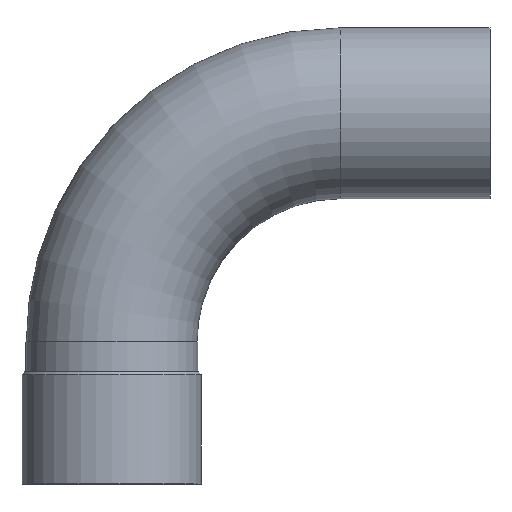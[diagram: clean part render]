
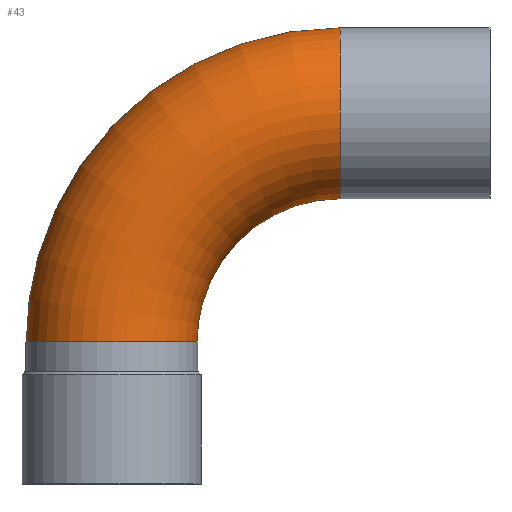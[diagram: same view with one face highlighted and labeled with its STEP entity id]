
A CAD part, top view. The second image highlights one B-rep face of the part: STEP entity #43.
In plain terms, the highlighted toroidal (fillet/blend) face has major radius 153 mm and minor radius 57.15 mm.
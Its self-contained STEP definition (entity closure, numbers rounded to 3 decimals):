
#43 = ADVANCED_FACE( '', ( #88, #89 ), #90, .T. );
#88 = FACE_OUTER_BOUND( '', #137, .T. );
#89 = FACE_OUTER_BOUND( '', #138, .T. );
#90 = TOROIDAL_SURFACE( '', #139, 153., 57.15 );
#137 = EDGE_LOOP( '', ( #188 ) );
#138 = EDGE_LOOP( '', ( #189 ) );
#139 = AXIS2_PLACEMENT_3D( '', #190, #191, #192 );
#188 = ORIENTED_EDGE( '', *, *, #239, .F. );
#189 = ORIENTED_EDGE( '', *, *, #240, .T. );
#190 = CARTESIAN_POINT( '', ( 153., 0., 0. ) );
#191 = DIRECTION( '', ( 0., 0., 1. ) );
#192 = DIRECTION( '', ( 1., 0., 0. ) );
#239 = EDGE_CURVE( '', #265, #265, #266, .T. );
#240 = EDGE_CURVE( '', #267, #267, #268, .T. );
#265 = VERTEX_POINT( '', #296 );
#266 = CIRCLE( '', #297, 57.15 );
#267 = VERTEX_POINT( '', #298 );
#268 = CIRCLE( '', #299, 57.15 );
#296 = CARTESIAN_POINT( '', ( 153., 95.85, 0. ) );
#297 = AXIS2_PLACEMENT_3D( '', #327, #328, #329 );
#298 = CARTESIAN_POINT( '', ( 0., 0., 57.15 ) );
#299 = AXIS2_PLACEMENT_3D( '', #330, #331, #332 );
#327 = CARTESIAN_POINT( '', ( 153., 153., 0. ) );
#328 = DIRECTION( '', ( 1., 0., 0. ) );
#329 = DIRECTION( '', ( 0., -1., 0. ) );
#330 = CARTESIAN_POINT( '', ( 0., 0., 0. ) );
#331 = DIRECTION( '', ( 0., 1., 0. ) );
#332 = DIRECTION( '', ( 0., 0., 1. ) );
